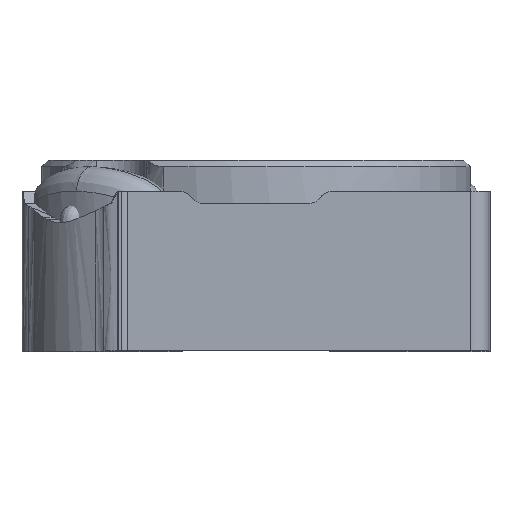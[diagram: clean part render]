
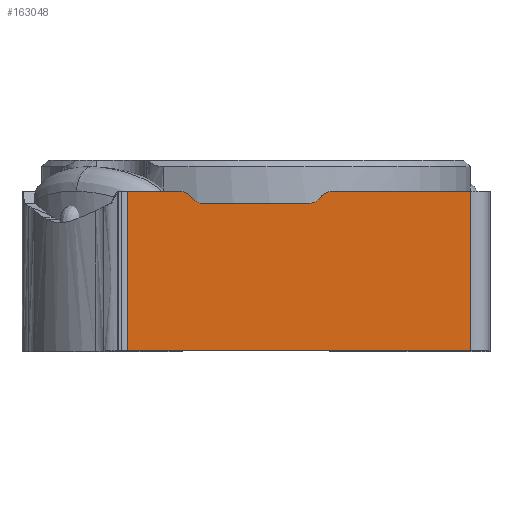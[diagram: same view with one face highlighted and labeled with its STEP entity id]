
A CAD part, front view. The second image highlights one B-rep face of the part: STEP entity #163048.
In plain terms, the highlighted free-form (B-spline) face has degree [1, 1] with [2, 2] control points.
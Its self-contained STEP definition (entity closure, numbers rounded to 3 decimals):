
#12454=CARTESIAN_POINT('',(-0.438,-1.9,-0.35));
#12455=VERTEX_POINT('',#12454);
#12463=CARTESIAN_POINT('',(0.438,-1.9,-0.35));
#12464=VERTEX_POINT('',#12463);
#12465=CARTESIAN_POINT('',(-0.438,-1.9,-0.35));
#12466=CARTESIAN_POINT('',(0.438,-1.9,-0.35));
#12467=B_SPLINE_CURVE_WITH_KNOTS('',1,(#12465,#12466),.POLYLINE_FORM.,.F.,.U.,(2,2),(0.404,0.596),.UNSPECIFIED.);
#12468=EDGE_CURVE('',#12455,#12464,#12467,.T.);
#12853=CARTESIAN_POINT('',(1.75,-1.9,-0.25));
#12854=VERTEX_POINT('',#12853);
#12885=CARTESIAN_POINT('',(0.638,-1.9,-0.25));
#12886=VERTEX_POINT('',#12885);
#12892=CARTESIAN_POINT('',(0.638,-1.9,-0.25));
#12893=CARTESIAN_POINT('',(1.75,-1.9,-0.25));
#12894=B_SPLINE_CURVE_WITH_KNOTS('',1,(#12892,#12893),.POLYLINE_FORM.,.F.,.U.,(2,2),(0.668,0.961),.UNSPECIFIED.);
#12895=EDGE_CURVE('',#12886,#12854,#12894,.T.);
#13034=CARTESIAN_POINT('',(-1.121,-1.9,-0.25));
#13035=VERTEX_POINT('',#13034);
#13042=CARTESIAN_POINT('',(-0.638,-1.9,-0.25));
#13043=VERTEX_POINT('',#13042);
#13044=CARTESIAN_POINT('',(-1.121,-1.9,-0.25));
#13045=CARTESIAN_POINT('',(-0.638,-1.9,-0.25));
#13046=B_SPLINE_CURVE_WITH_KNOTS('',1,(#13044,#13045),.POLYLINE_FORM.,.F.,.U.,(2,2),(0.205,0.332),.UNSPECIFIED.);
#13047=EDGE_CURVE('',#13035,#13043,#13046,.T.);
#13905=CARTESIAN_POINT('',(0.518,-1.9,-0.31));
#13906=VERTEX_POINT('',#13905);
#13914=CARTESIAN_POINT('',(0.518,-1.9,-0.31));
#13915=CARTESIAN_POINT('',(0.488,-1.9,-0.35));
#13916=CARTESIAN_POINT('',(0.438,-1.9,-0.35));
#13917=(BOUNDED_CURVE()B_SPLINE_CURVE(2,(#13914,#13915,#13916),.CIRCULAR_ARC.,.F.,.U.)B_SPLINE_CURVE_WITH_KNOTS((3,3),(0.167,1.),.UNSPECIFIED.)CURVE()GEOMETRIC_REPRESENTATION_ITEM()RATIONAL_B_SPLINE_CURVE((0.958,0.876,1.))REPRESENTATION_ITEM(''));
#13918=EDGE_CURVE('',#13906,#12464,#13917,.T.);
#13937=CARTESIAN_POINT('',(-0.518,-1.9,-0.31));
#13938=VERTEX_POINT('',#13937);
#13953=CARTESIAN_POINT('',(-0.438,-1.9,-0.35));
#13954=CARTESIAN_POINT('',(-0.488,-1.9,-0.35));
#13955=CARTESIAN_POINT('',(-0.518,-1.9,-0.31));
#13956=(BOUNDED_CURVE()B_SPLINE_CURVE(2,(#13953,#13954,#13955),.CIRCULAR_ARC.,.F.,.U.)B_SPLINE_CURVE_WITH_KNOTS((3,3),(0.,0.833),.UNSPECIFIED.)CURVE()GEOMETRIC_REPRESENTATION_ITEM()RATIONAL_B_SPLINE_CURVE((1.,0.876,0.958))REPRESENTATION_ITEM(''));
#13957=EDGE_CURVE('',#12455,#13938,#13956,.T.);
#162656=CARTESIAN_POINT('',(0.518,-1.9,-0.31));
#162657=CARTESIAN_POINT('',(0.563,-1.9,-0.25));
#162658=CARTESIAN_POINT('',(0.638,-1.9,-0.25));
#162659=(BOUNDED_CURVE()B_SPLINE_CURVE(2,(#162656,#162657,#162658),.UNSPECIFIED.,.F.,.U.)B_SPLINE_CURVE_WITH_KNOTS((3,3),(0.,1.),.UNSPECIFIED.)CURVE()GEOMETRIC_REPRESENTATION_ITEM()RATIONAL_B_SPLINE_CURVE((1.,0.894,1.))REPRESENTATION_ITEM(''));
#162660=EDGE_CURVE('',#13906,#12886,#162659,.T.);
#162741=CARTESIAN_POINT('',(-0.518,-1.9,-0.31));
#162742=CARTESIAN_POINT('',(-0.563,-1.9,-0.25));
#162743=CARTESIAN_POINT('',(-0.638,-1.9,-0.25));
#162744=(BOUNDED_CURVE()B_SPLINE_CURVE(2,(#162741,#162742,#162743),.UNSPECIFIED.,.F.,.U.)B_SPLINE_CURVE_WITH_KNOTS((3,3),(0.,1.),.UNSPECIFIED.)CURVE()GEOMETRIC_REPRESENTATION_ITEM()RATIONAL_B_SPLINE_CURVE((1.,0.894,1.))REPRESENTATION_ITEM(''));
#162745=EDGE_CURVE('',#13938,#13043,#162744,.T.);
#162865=CARTESIAN_POINT('',(-1.121,-1.9,-1.55));
#162866=VERTEX_POINT('',#162865);
#162873=CARTESIAN_POINT('',(1.75,-1.9,-1.55));
#162874=VERTEX_POINT('',#162873);
#162875=CARTESIAN_POINT('',(-1.121,-1.9,-1.55));
#162876=CARTESIAN_POINT('',(1.75,-1.9,-1.55));
#162877=B_SPLINE_CURVE_WITH_KNOTS('',1,(#162875,#162876),.POLYLINE_FORM.,.F.,.U.,(2,2),(0.205,0.961),.UNSPECIFIED.);
#162878=EDGE_CURVE('',#162866,#162874,#162877,.T.);
#163023=CARTESIAN_POINT('',(-1.9,-1.9,-0.25));
#163024=CARTESIAN_POINT('',(-1.9,-1.9,-1.55));
#163025=CARTESIAN_POINT('',(1.9,-1.9,-0.25));
#163026=CARTESIAN_POINT('',(1.9,-1.9,-1.55));
#163027=B_SPLINE_SURFACE_WITH_KNOTS('',1,1,((#163023,#163024),(#163025,#163026)),.PLANE_SURF.,.F.,.F.,.U.,(2,2),(2,2),(0.,1.),(0.,1.),.UNSPECIFIED.);
#163028=CARTESIAN_POINT('',(-1.121,-1.9,-0.25));
#163029=CARTESIAN_POINT('',(-1.121,-1.9,-1.55));
#163030=B_SPLINE_CURVE_WITH_KNOTS('',1,(#163028,#163029),.POLYLINE_FORM.,.F.,.U.,(2,2),(0.,1.),.UNSPECIFIED.);
#163031=EDGE_CURVE('',#13035,#162866,#163030,.T.);
#163032=ORIENTED_EDGE('',*,*,#163031,.F.);
#163033=ORIENTED_EDGE('',*,*,#13047,.T.);
#163034=ORIENTED_EDGE('',*,*,#162745,.F.);
#163035=ORIENTED_EDGE('',*,*,#13957,.F.);
#163036=ORIENTED_EDGE('',*,*,#12468,.T.);
#163037=ORIENTED_EDGE('',*,*,#13918,.F.);
#163038=ORIENTED_EDGE('',*,*,#162660,.T.);
#163039=ORIENTED_EDGE('',*,*,#12895,.T.);
#163040=CARTESIAN_POINT('',(1.75,-1.9,-0.25));
#163041=CARTESIAN_POINT('',(1.75,-1.9,-1.55));
#163042=B_SPLINE_CURVE_WITH_KNOTS('',1,(#163040,#163041),.POLYLINE_FORM.,.F.,.U.,(2,2),(0.,1.),.UNSPECIFIED.);
#163043=EDGE_CURVE('',#12854,#162874,#163042,.T.);
#163044=ORIENTED_EDGE('',*,*,#163043,.T.);
#163045=ORIENTED_EDGE('',*,*,#162878,.F.);
#163046=EDGE_LOOP('',(#163032,#163033,#163034,#163035,#163036,#163037,#163038,#163039,#163044,#163045));
#163047=FACE_OUTER_BOUND('',#163046,.F.);
#163048=ADVANCED_FACE('',(#163047),#163027,.F.);
